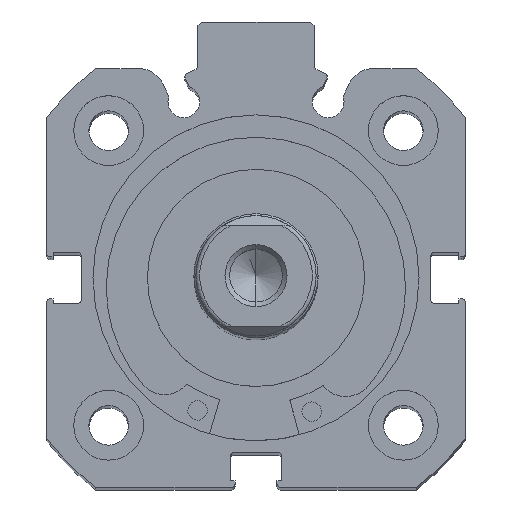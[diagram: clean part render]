
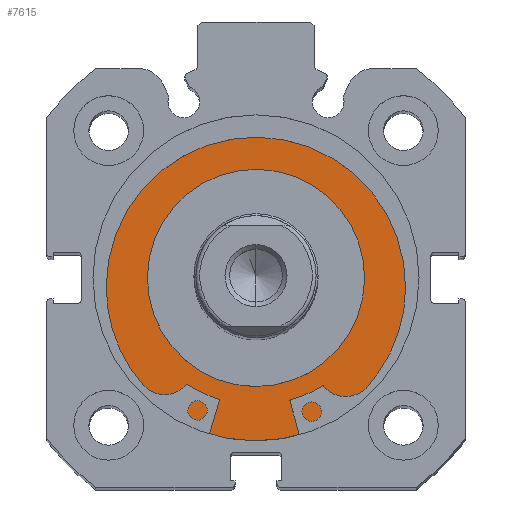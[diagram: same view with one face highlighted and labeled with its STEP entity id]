
A CAD part, top view. The second image highlights one B-rep face of the part: STEP entity #7615.
In plain terms, the highlighted face is planar.
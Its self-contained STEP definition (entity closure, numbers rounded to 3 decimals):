
#14 = DIRECTION ( 'NONE',  ( 0., 0., 1. ) ) ;
#15 = DIRECTION ( 'NONE',  ( -1., 0., 0. ) ) ;
#16 = CARTESIAN_POINT ( 'NONE',  ( 3.5, 0., 0. ) ) ;
#285 = CIRCLE ( 'NONE', #6649, 21. ) ;
#369 = CIRCLE ( 'NONE', #6662, 21. ) ;
#1292 = CARTESIAN_POINT ( 'NONE',  ( 3.5, 0., 0. ) ) ;
#1294 = DIRECTION ( 'NONE',  ( -1., 0., 0. ) ) ;
#1295 = DIRECTION ( 'NONE',  ( 0., 0., 1. ) ) ;
#2031 = DIRECTION ( 'NONE',  ( 0., 0., 1. ) ) ;
#2033 = DIRECTION ( 'NONE',  ( -1., 0., 0. ) ) ;
#2040 = CARTESIAN_POINT ( 'NONE',  ( 3.5, 0., 0. ) ) ;
#2085 = DIRECTION ( 'NONE',  ( 0., 0., 1. ) ) ;
#2086 = DIRECTION ( 'NONE',  ( -1., 0., 0. ) ) ;
#2097 = CARTESIAN_POINT ( 'NONE',  ( 3.5, 0., 0. ) ) ;
#2492 = CARTESIAN_POINT ( 'NONE',  ( 3.5, 0., -14. ) ) ;
#2495 = CARTESIAN_POINT ( 'NONE',  ( 3.5, 0., 14. ) ) ;
#2502 = CARTESIAN_POINT ( 'NONE',  ( 3.5, 0., 21. ) ) ;
#2510 = CARTESIAN_POINT ( 'NONE',  ( 3.5, 0., -21. ) ) ;
#3999 = CARTESIAN_POINT ( 'NONE',  ( 3.5, 21., 0. ) ) ;
#4000 = PLANE ( 'NONE',  #4601 ) ;
#4001 = DIRECTION ( 'NONE',  ( 1., 0., 0. ) ) ;
#4002 = DIRECTION ( 'NONE',  ( 0., 0., -1. ) ) ;
#4401 = FACE_BOUND ( 'NONE', #5007, .T. ) ;
#4404 = FACE_OUTER_BOUND ( 'NONE', #4997, .T. ) ;
#4601 = AXIS2_PLACEMENT_3D ( 'NONE', #3999, #4001, #4002 ) ;
#4997 = EDGE_LOOP ( 'NONE', ( #5428, #5465 ) ) ;
#5007 = EDGE_LOOP ( 'NONE', ( #5427, #5439 ) ) ;
#5427 = ORIENTED_EDGE ( 'NONE', *, *, #6023, .F. ) ;
#5428 = ORIENTED_EDGE ( 'NONE', *, *, #6130, .T. ) ;
#5439 = ORIENTED_EDGE ( 'NONE', *, *, #6029, .F. ) ;
#5465 = ORIENTED_EDGE ( 'NONE', *, *, #6181, .T. ) ;
#5865 = VERTEX_POINT ( 'NONE', #2510 ) ;
#5868 = VERTEX_POINT ( 'NONE', #2502 ) ;
#5870 = VERTEX_POINT ( 'NONE', #2495 ) ;
#5871 = VERTEX_POINT ( 'NONE', #2492 ) ;
#5925 = CIRCLE ( 'NONE', #6601, 14. ) ;
#5939 = CIRCLE ( 'NONE', #6602, 14. ) ;
#6023 = EDGE_CURVE ( 'NONE', #5870, #5871, #5939, .T. ) ;
#6029 = EDGE_CURVE ( 'NONE', #5871, #5870, #5925, .T. ) ;
#6130 = EDGE_CURVE ( 'NONE', #5868, #5865, #285, .T. ) ;
#6181 = EDGE_CURVE ( 'NONE', #5865, #5868, #369, .T. ) ;
#6601 = AXIS2_PLACEMENT_3D ( 'NONE', #2040, #2033, #2031 ) ;
#6602 = AXIS2_PLACEMENT_3D ( 'NONE', #2097, #2086, #2085 ) ;
#6649 = AXIS2_PLACEMENT_3D ( 'NONE', #16, #15, #14 ) ;
#6662 = AXIS2_PLACEMENT_3D ( 'NONE', #1292, #1294, #1295 ) ;
#7615 = ADVANCED_FACE ( 'NONE', ( #4401, #4404 ), #4000, .F. ) ;
